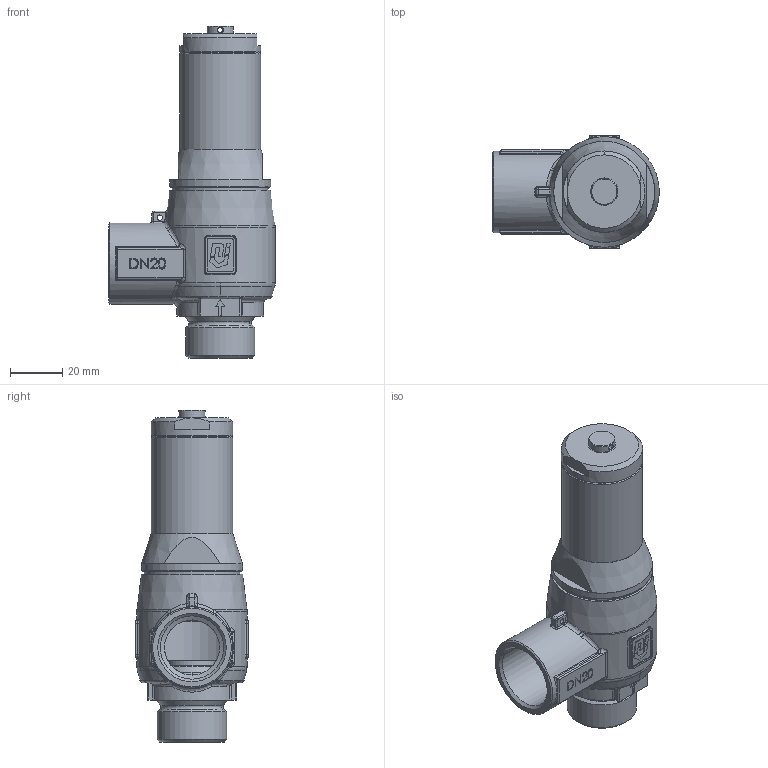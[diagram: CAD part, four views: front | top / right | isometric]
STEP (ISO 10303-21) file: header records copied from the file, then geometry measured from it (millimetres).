
FILE_DESCRIPTION(('HOOPS Exchange Step'),'2;1');
FILE_NAME('SV13-DN20.stp','2026-02-04T10:53:31+01:00',('nieru'),('Unknown organisation'),'HOOPS Exchange 2024.2','HOOPS Exchange','Unknown authorisation');
FILE_SCHEMA( ('AP203_CONFIGURATION_CONTROLLED_3D_DESIGN_OF_MECHANICAL_PARTS_AND_ASSEMBLIES_MIM_LF') );
Length unit declared in the file: millimetre
Products named in the file (2): 0; root
Assembly tree (1 placements, depth 2):
  root
    0
Bounding box: 63.5 x 43 x 126.5 mm (x, y, z)
Volume: 63185.2 mm3; surface area: 36214.2 mm2
Topology: 3 solids, 3 shells, 512 faces, 1336 edges, 868 vertices
Faces by surface type: plane 223, bspline 138, cylinder 81, torus 40, cone 30
Full cylindrical faces by diameter (mm): 2 x2, 10 x1, 15 x1, 18.5 x1, 19 x1, 19.2 x1, 21 x1, 23 x1, 24.117 x1, 24.6 x1, 25.38 x1, 26.441 x1, 27 x2, 30 x2, 30.1 x1, 30.37 x1, 31 x3, 32 x1, 34.5 x1, 36.5 x1, 36.7 x1, 38.5 x1
Entity records: 24563 total; most frequent: CARTESIAN_POINT 13057, ORIENTED_EDGE 2626, DIRECTION 1945, EDGE_CURVE 1313, VERTEX_POINT 868, AXIS2_PLACEMENT_3D 693, EDGE_LOOP 583, FACE_BOUND 583
